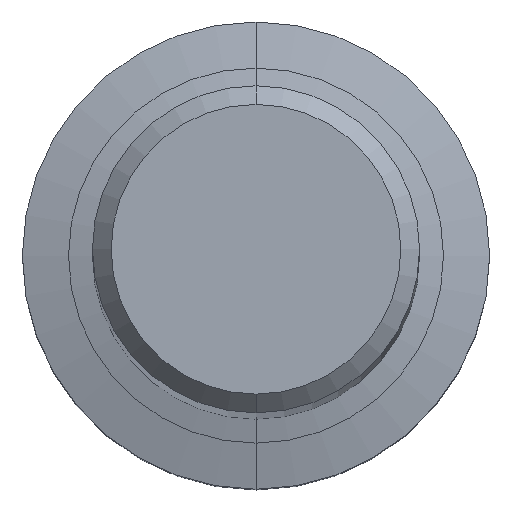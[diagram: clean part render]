
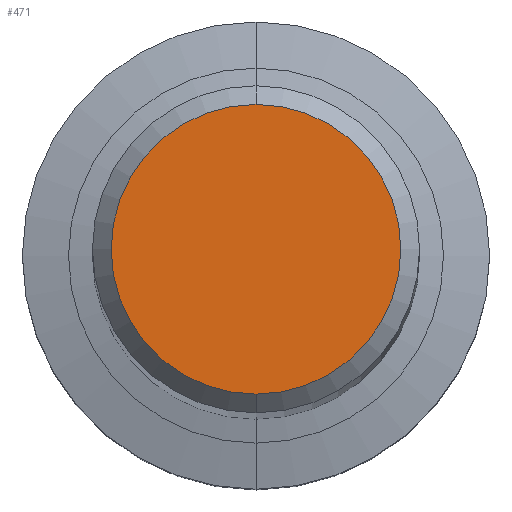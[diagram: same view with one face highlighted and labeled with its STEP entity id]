
A CAD part, top view. The second image highlights one B-rep face of the part: STEP entity #471.
In plain terms, the highlighted planar face has unit normal (0, 0, 1).
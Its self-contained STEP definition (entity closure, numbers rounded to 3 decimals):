
#313=EDGE_CURVE('',#371,#357,#685,.T.);
#357=VERTEX_POINT('',#732);
#371=VERTEX_POINT('',#747);
#471=ADVANCED_FACE('',(#857),#858,.T.);
#477=EDGE_CURVE('',#357,#371,#866,.T.);
#685=CIRCLE('',#1228,3.1);
#732=CARTESIAN_POINT('',(0.0,3.1,0.0));
#747=CARTESIAN_POINT('',(0.,-3.1,0.0));
#857=FACE_OUTER_BOUND('',#1519,.T.);
#858=PLANE('',#1520);
#866=CIRCLE('',#1529,3.1);
#1228=AXIS2_PLACEMENT_3D('',#1827,#1828,#1829);
#1519=EDGE_LOOP('',(#2002,#2003));
#1520=AXIS2_PLACEMENT_3D('',#2004,#2005,#2006);
#1529=AXIS2_PLACEMENT_3D('',#2023,#2024,#2025);
#1827=CARTESIAN_POINT('',(0.0,0.0,0.0));
#1828=DIRECTION('',(0.0,0.0,-1.0));
#1829=DIRECTION('',(0.0,1.0,0.0));
#2002=ORIENTED_EDGE('',*,*,#477,.F.);
#2003=ORIENTED_EDGE('',*,*,#313,.F.);
#2004=CARTESIAN_POINT('',(0.0,1.55,0.0));
#2005=DIRECTION('',(-0.0,0.0,1.0));
#2006=DIRECTION('',(0.0,-1.0,0.0));
#2023=CARTESIAN_POINT('',(0.0,0.0,0.0));
#2024=DIRECTION('',(0.0,0.0,-1.0));
#2025=DIRECTION('',(0.0,1.0,0.0));
